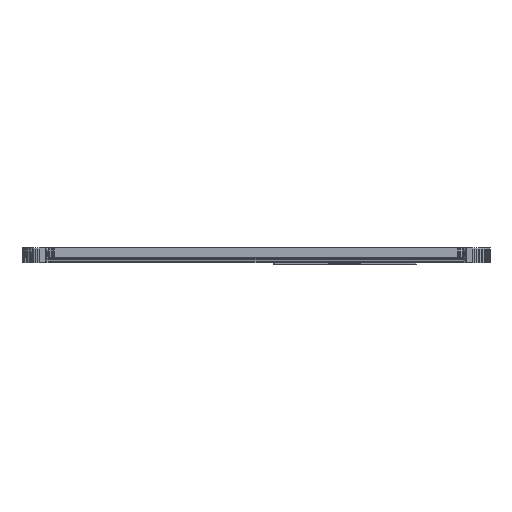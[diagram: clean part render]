
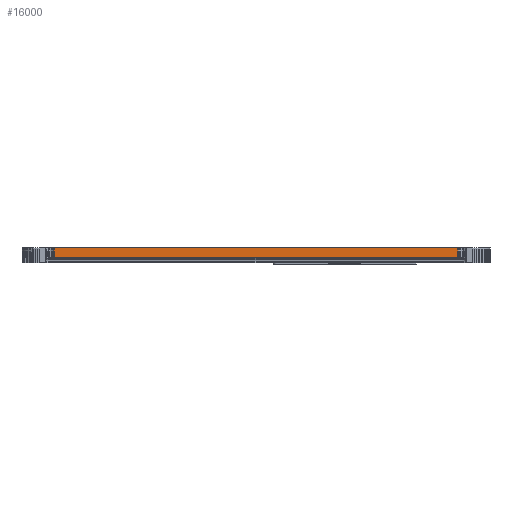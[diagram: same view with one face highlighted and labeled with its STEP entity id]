
A CAD part, front view. The second image highlights one B-rep face of the part: STEP entity #16000.
In plain terms, the highlighted planar face has unit normal (0, -1, 0).
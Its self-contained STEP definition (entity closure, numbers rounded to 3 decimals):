
#845 = VERTEX_POINT('',#846);
#846 = CARTESIAN_POINT('',(-23.3,-18.477,
    1.855));
#852 = EDGE_CURVE('',#853,#845,#855,.T.);
#853 = VERTEX_POINT('',#854);
#854 = CARTESIAN_POINT('',(23.3,-18.477,
    1.855));
#855 = LINE('',#856,#857);
#856 = CARTESIAN_POINT('',(23.3,-18.477,
    1.855));
#857 = VECTOR('',#858,1.);
#858 = DIRECTION('',(-1.,0.,0.));
#15933 = EDGE_CURVE('',#853,#15934,#15936,.T.);
#15934 = VERTEX_POINT('',#15935);
#15935 = CARTESIAN_POINT('',(23.3,-18.477,
    0.8));
#15936 = LINE('',#15937,#15938);
#15937 = CARTESIAN_POINT('',(23.3,-18.477,
    1.855));
#15938 = VECTOR('',#15939,1.);
#15939 = DIRECTION('',(0.,0.,-1.));
#16000 = ADVANCED_FACE('',(#16001),#16019,.T.);
#16001 = FACE_BOUND('',#16002,.T.);
#16002 = EDGE_LOOP('',(#16003,#16004,#16005,#16013));
#16003 = ORIENTED_EDGE('',*,*,#15933,.F.);
#16004 = ORIENTED_EDGE('',*,*,#852,.T.);
#16005 = ORIENTED_EDGE('',*,*,#16006,.F.);
#16006 = EDGE_CURVE('',#16007,#845,#16009,.T.);
#16007 = VERTEX_POINT('',#16008);
#16008 = CARTESIAN_POINT('',(-23.3,-18.477,
    0.8));
#16009 = LINE('',#16010,#16011);
#16010 = CARTESIAN_POINT('',(-23.3,-18.477,
    0.8));
#16011 = VECTOR('',#16012,1.);
#16012 = DIRECTION('',(0.,0.,1.));
#16013 = ORIENTED_EDGE('',*,*,#16014,.T.);
#16014 = EDGE_CURVE('',#16007,#15934,#16015,.T.);
#16015 = LINE('',#16016,#16017);
#16016 = CARTESIAN_POINT('',(-23.3,-18.477,
    0.8));
#16017 = VECTOR('',#16018,1.);
#16018 = DIRECTION('',(1.,0.,0.));
#16019 = PLANE('',#16020);
#16020 = AXIS2_PLACEMENT_3D('',#16021,#16022,#16023);
#16021 = CARTESIAN_POINT('',(0.,-18.477,1.327));
#16022 = DIRECTION('',(-0.,-1.,-0.));
#16023 = DIRECTION('',(0.,0.,-1.));
